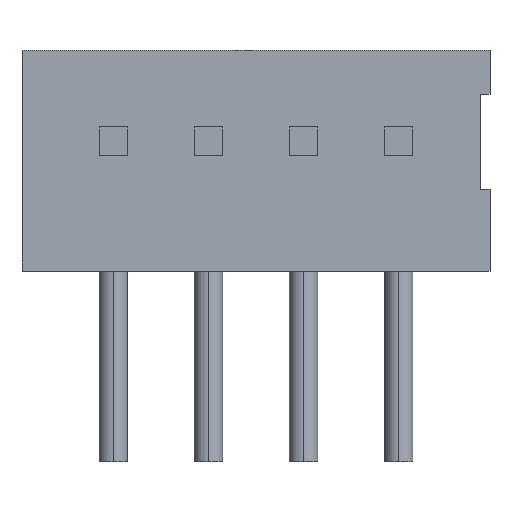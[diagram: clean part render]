
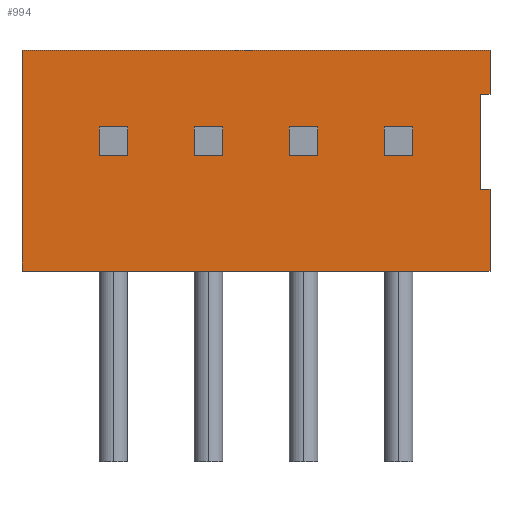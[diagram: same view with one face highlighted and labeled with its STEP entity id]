
A CAD part, top view. The second image highlights one B-rep face of the part: STEP entity #994.
In plain terms, the highlighted planar face has unit normal (0, 0, 1).
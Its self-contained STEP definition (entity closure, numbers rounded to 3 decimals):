
#6=DIRECTION('',(0.,-1.,0.));
#7=VECTOR('',#6,2.946);
#8=CARTESIAN_POINT('',(-3.124,1.219,0.));
#9=LINE('',#8,#7);
#50=DIRECTION('',(0.,-1.,0.));
#51=VECTOR('',#50,0.584);
#52=CARTESIAN_POINT('',(3.124,1.219,0.));
#53=LINE('',#52,#51);
#66=DIRECTION('',(0.,-1.,0.));
#67=VECTOR('',#66,1.092);
#68=CARTESIAN_POINT('',(3.124,-0.635,0.));
#69=LINE('',#68,#67);
#70=DIRECTION('',(-1.,0.,0.));
#71=VECTOR('',#70,0.127);
#72=CARTESIAN_POINT('',(3.124,0.635,0.));
#73=LINE('',#72,#71);
#74=DIRECTION('',(0.,-1.,0.));
#75=VECTOR('',#74,1.27);
#76=CARTESIAN_POINT('',(2.997,0.635,0.));
#77=LINE('',#76,#75);
#78=DIRECTION('',(-1.,0.,0.));
#79=VECTOR('',#78,0.127);
#80=CARTESIAN_POINT('',(3.124,-0.635,0.));
#81=LINE('',#80,#79);
#82=DIRECTION('',(1.,0.,0.));
#83=VECTOR('',#82,6.248);
#84=CARTESIAN_POINT('',(-3.124,1.219,0.));
#85=LINE('',#84,#83);
#86=DIRECTION('',(0.,1.,0.));
#87=VECTOR('',#86,0.381);
#88=CARTESIAN_POINT('',(1.715,-0.191,0.));
#89=LINE('',#88,#87);
#90=DIRECTION('',(1.,0.,0.));
#91=VECTOR('',#90,0.381);
#92=CARTESIAN_POINT('',(1.715,-0.191,0.));
#93=LINE('',#92,#91);
#94=DIRECTION('',(0.,1.,0.));
#95=VECTOR('',#94,0.381);
#96=CARTESIAN_POINT('',(2.096,-0.191,0.));
#97=LINE('',#96,#95);
#98=DIRECTION('',(1.,0.,0.));
#99=VECTOR('',#98,0.381);
#100=CARTESIAN_POINT('',(1.715,0.191,0.));
#101=LINE('',#100,#99);
#102=DIRECTION('',(0.,1.,0.));
#103=VECTOR('',#102,0.381);
#104=CARTESIAN_POINT('',(0.445,-0.191,0.));
#105=LINE('',#104,#103);
#106=DIRECTION('',(1.,0.,0.));
#107=VECTOR('',#106,0.381);
#108=CARTESIAN_POINT('',(0.445,-0.191,0.));
#109=LINE('',#108,#107);
#110=DIRECTION('',(0.,1.,0.));
#111=VECTOR('',#110,0.381);
#112=CARTESIAN_POINT('',(0.826,-0.191,0.));
#113=LINE('',#112,#111);
#114=DIRECTION('',(1.,0.,0.));
#115=VECTOR('',#114,0.381);
#116=CARTESIAN_POINT('',(0.445,0.191,0.));
#117=LINE('',#116,#115);
#118=DIRECTION('',(0.,1.,0.));
#119=VECTOR('',#118,0.381);
#120=CARTESIAN_POINT('',(-0.826,-0.191,0.));
#121=LINE('',#120,#119);
#122=DIRECTION('',(1.,0.,0.));
#123=VECTOR('',#122,0.381);
#124=CARTESIAN_POINT('',(-0.826,-0.191,0.));
#125=LINE('',#124,#123);
#126=DIRECTION('',(0.,1.,0.));
#127=VECTOR('',#126,0.381);
#128=CARTESIAN_POINT('',(-0.445,-0.191,0.));
#129=LINE('',#128,#127);
#130=DIRECTION('',(1.,0.,0.));
#131=VECTOR('',#130,0.381);
#132=CARTESIAN_POINT('',(-0.826,0.191,0.));
#133=LINE('',#132,#131);
#134=DIRECTION('',(0.,1.,0.));
#135=VECTOR('',#134,0.381);
#136=CARTESIAN_POINT('',(-2.096,-0.191,0.));
#137=LINE('',#136,#135);
#138=DIRECTION('',(1.,0.,0.));
#139=VECTOR('',#138,0.381);
#140=CARTESIAN_POINT('',(-2.096,-0.191,0.));
#141=LINE('',#140,#139);
#142=DIRECTION('',(0.,1.,0.));
#143=VECTOR('',#142,0.381);
#144=CARTESIAN_POINT('',(-1.715,-0.191,0.));
#145=LINE('',#144,#143);
#146=DIRECTION('',(1.,0.,0.));
#147=VECTOR('',#146,0.381);
#148=CARTESIAN_POINT('',(-2.096,0.191,0.));
#149=LINE('',#148,#147);
#170=DIRECTION('',(1.,0.,0.));
#171=VECTOR('',#170,6.248);
#172=CARTESIAN_POINT('',(-3.124,-1.727,0.));
#173=LINE('',#172,#171);
#652=CARTESIAN_POINT('',(-3.124,1.219,0.));
#653=CARTESIAN_POINT('',(-3.124,-1.727,0.));
#654=VERTEX_POINT('',#652);
#655=VERTEX_POINT('',#653);
#659=CARTESIAN_POINT('',(3.124,1.219,0.));
#661=VERTEX_POINT('',#659);
#662=CARTESIAN_POINT('',(3.124,-1.727,0.));
#663=VERTEX_POINT('',#662);
#700=CARTESIAN_POINT('',(3.124,0.635,0.));
#702=VERTEX_POINT('',#700);
#704=CARTESIAN_POINT('',(3.124,-0.635,0.));
#706=VERTEX_POINT('',#704);
#708=CARTESIAN_POINT('',(2.997,0.635,0.));
#709=VERTEX_POINT('',#708);
#710=CARTESIAN_POINT('',(2.997,-0.635,0.));
#711=VERTEX_POINT('',#710);
#724=CARTESIAN_POINT('',(1.715,-0.191,0.));
#725=CARTESIAN_POINT('',(1.715,0.191,0.));
#726=VERTEX_POINT('',#724);
#727=VERTEX_POINT('',#725);
#728=CARTESIAN_POINT('',(2.096,-0.191,0.));
#729=CARTESIAN_POINT('',(2.096,0.191,0.));
#730=VERTEX_POINT('',#728);
#731=VERTEX_POINT('',#729);
#756=CARTESIAN_POINT('',(0.445,-0.191,0.));
#757=VERTEX_POINT('',#756);
#758=CARTESIAN_POINT('',(0.445,0.191,0.));
#759=VERTEX_POINT('',#758);
#760=CARTESIAN_POINT('',(0.826,-0.191,0.));
#761=VERTEX_POINT('',#760);
#762=CARTESIAN_POINT('',(0.826,0.191,0.));
#763=VERTEX_POINT('',#762);
#788=CARTESIAN_POINT('',(-0.826,-0.191,0.));
#789=VERTEX_POINT('',#788);
#790=CARTESIAN_POINT('',(-0.826,0.191,0.));
#791=VERTEX_POINT('',#790);
#792=CARTESIAN_POINT('',(-0.445,-0.191,0.));
#793=VERTEX_POINT('',#792);
#794=CARTESIAN_POINT('',(-0.445,0.191,0.));
#795=VERTEX_POINT('',#794);
#820=CARTESIAN_POINT('',(-2.096,-0.191,0.));
#821=VERTEX_POINT('',#820);
#822=CARTESIAN_POINT('',(-2.096,0.191,0.));
#823=VERTEX_POINT('',#822);
#824=CARTESIAN_POINT('',(-1.715,-0.191,0.));
#825=VERTEX_POINT('',#824);
#826=CARTESIAN_POINT('',(-1.715,0.191,0.));
#827=VERTEX_POINT('',#826);
#935=CARTESIAN_POINT('',(-3.124,1.219,0.));
#936=DIRECTION('',(0.,0.,1.));
#937=DIRECTION('',(0.,-1.,0.));
#938=AXIS2_PLACEMENT_3D('',#935,#936,#937);
#939=PLANE('',#938);
#940=ORIENTED_EDGE('',*,*,#901,.T.);
#942=ORIENTED_EDGE('',*,*,#941,.T.);
#944=ORIENTED_EDGE('',*,*,#943,.F.);
#945=ORIENTED_EDGE('',*,*,#930,.T.);
#947=ORIENTED_EDGE('',*,*,#946,.F.);
#948=ORIENTED_EDGE('',*,*,#853,.F.);
#950=ORIENTED_EDGE('',*,*,#949,.T.);
#951=ORIENTED_EDGE('',*,*,#912,.T.);
#952=EDGE_LOOP('',(#940,#942,#944,#945,#947,#948,#950,#951));
#953=FACE_OUTER_BOUND('',#952,.F.);
#955=ORIENTED_EDGE('',*,*,#954,.F.);
#957=ORIENTED_EDGE('',*,*,#956,.T.);
#959=ORIENTED_EDGE('',*,*,#958,.T.);
#961=ORIENTED_EDGE('',*,*,#960,.F.);
#962=EDGE_LOOP('',(#955,#957,#959,#961));
#963=FACE_BOUND('',#962,.F.);
#965=ORIENTED_EDGE('',*,*,#964,.F.);
#967=ORIENTED_EDGE('',*,*,#966,.T.);
#969=ORIENTED_EDGE('',*,*,#968,.T.);
#971=ORIENTED_EDGE('',*,*,#970,.F.);
#972=EDGE_LOOP('',(#965,#967,#969,#971));
#973=FACE_BOUND('',#972,.F.);
#975=ORIENTED_EDGE('',*,*,#974,.F.);
#977=ORIENTED_EDGE('',*,*,#976,.T.);
#979=ORIENTED_EDGE('',*,*,#978,.T.);
#981=ORIENTED_EDGE('',*,*,#980,.F.);
#982=EDGE_LOOP('',(#975,#977,#979,#981));
#983=FACE_BOUND('',#982,.F.);
#985=ORIENTED_EDGE('',*,*,#984,.F.);
#987=ORIENTED_EDGE('',*,*,#986,.T.);
#989=ORIENTED_EDGE('',*,*,#988,.T.);
#991=ORIENTED_EDGE('',*,*,#990,.F.);
#992=EDGE_LOOP('',(#985,#987,#989,#991));
#993=FACE_BOUND('',#992,.F.);
#853=EDGE_CURVE('',#654,#655,#9,.T.);
#901=EDGE_CURVE('',#702,#709,#73,.T.);
#912=EDGE_CURVE('',#661,#702,#53,.T.);
#930=EDGE_CURVE('',#706,#663,#69,.T.);
#941=EDGE_CURVE('',#709,#711,#77,.T.);
#943=EDGE_CURVE('',#706,#711,#81,.T.);
#946=EDGE_CURVE('',#655,#663,#173,.T.);
#949=EDGE_CURVE('',#654,#661,#85,.T.);
#954=EDGE_CURVE('',#726,#727,#89,.T.);
#956=EDGE_CURVE('',#726,#730,#93,.T.);
#958=EDGE_CURVE('',#730,#731,#97,.T.);
#960=EDGE_CURVE('',#727,#731,#101,.T.);
#964=EDGE_CURVE('',#757,#759,#105,.T.);
#966=EDGE_CURVE('',#757,#761,#109,.T.);
#968=EDGE_CURVE('',#761,#763,#113,.T.);
#970=EDGE_CURVE('',#759,#763,#117,.T.);
#974=EDGE_CURVE('',#789,#791,#121,.T.);
#976=EDGE_CURVE('',#789,#793,#125,.T.);
#978=EDGE_CURVE('',#793,#795,#129,.T.);
#980=EDGE_CURVE('',#791,#795,#133,.T.);
#984=EDGE_CURVE('',#821,#823,#137,.T.);
#986=EDGE_CURVE('',#821,#825,#141,.T.);
#988=EDGE_CURVE('',#825,#827,#145,.T.);
#990=EDGE_CURVE('',#823,#827,#149,.T.);
#994=ADVANCED_FACE('',(#953,#963,#973,#983,#993),#939,.T.);
